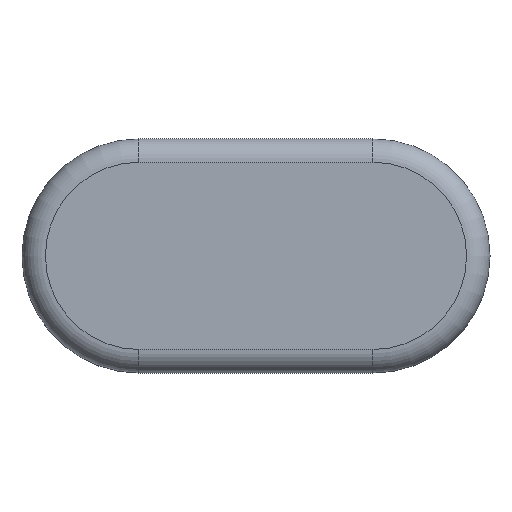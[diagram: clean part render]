
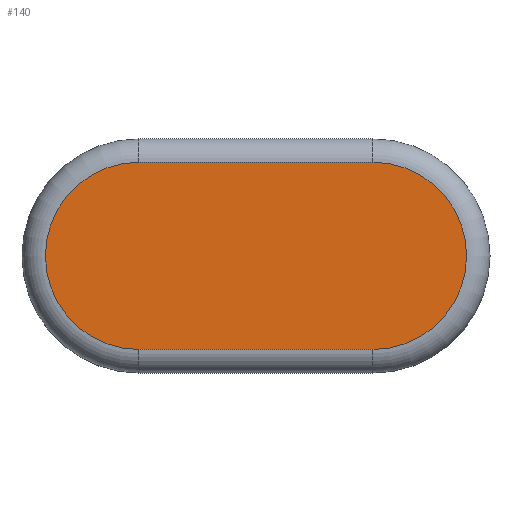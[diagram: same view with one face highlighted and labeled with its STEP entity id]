
A CAD part, top view. The second image highlights one B-rep face of the part: STEP entity #140.
In plain terms, the highlighted planar face has unit normal (0, 0, 1).
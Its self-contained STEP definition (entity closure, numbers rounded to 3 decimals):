
#140 = ADVANCED_FACE( '', ( #320 ), #321, .T. );
#320 = FACE_OUTER_BOUND( '', #545, .T. );
#321 = PLANE( '', #546 );
#545 = EDGE_LOOP( '', ( #885, #886, #887, #888 ) );
#546 = AXIS2_PLACEMENT_3D( '', #889, #890, #891 );
#885 = ORIENTED_EDGE( '', *, *, #1290, .T. );
#886 = ORIENTED_EDGE( '', *, *, #1375, .T. );
#887 = ORIENTED_EDGE( '', *, *, #1376, .T. );
#888 = ORIENTED_EDGE( '', *, *, #1377, .T. );
#889 = CARTESIAN_POINT( '', ( -5., 0., 15. ) );
#890 = DIRECTION( '', ( 0., 0., 1. ) );
#891 = DIRECTION( '', ( 1., 0., 0. ) );
#1290 = EDGE_CURVE( '', #1524, #1529, #1531, .T. );
#1375 = EDGE_CURVE( '', #1529, #1668, #1669, .T. );
#1376 = EDGE_CURVE( '', #1668, #1670, #1671, .T. );
#1377 = EDGE_CURVE( '', #1670, #1524, #1672, .T. );
#1524 = VERTEX_POINT( '', #1859 );
#1529 = VERTEX_POINT( '', #1864 );
#1531 = CIRCLE( '', #1866, 4. );
#1668 = VERTEX_POINT( '', #2056 );
#1669 = LINE( '', #2057, #2058 );
#1670 = VERTEX_POINT( '', #2059 );
#1671 = CIRCLE( '', #2060, 4. );
#1672 = LINE( '', #2061, #2062 );
#1859 = CARTESIAN_POINT( '', ( 5., -4., 15. ) );
#1864 = CARTESIAN_POINT( '', ( 5., 4., 15. ) );
#1866 = AXIS2_PLACEMENT_3D( '', #2270, #2271, #2272 );
#2056 = CARTESIAN_POINT( '', ( -5., 4., 15. ) );
#2057 = CARTESIAN_POINT( '', ( -5., 4., 15. ) );
#2058 = VECTOR( '', #2362, 1000. );
#2059 = CARTESIAN_POINT( '', ( -5., -4., 15. ) );
#2060 = AXIS2_PLACEMENT_3D( '', #2363, #2364, #2365 );
#2061 = CARTESIAN_POINT( '', ( 5., -4., 15. ) );
#2062 = VECTOR( '', #2366, 1000. );
#2270 = CARTESIAN_POINT( '', ( 5., 0., 15. ) );
#2271 = DIRECTION( '', ( 0., 0., 1. ) );
#2272 = DIRECTION( '', ( 1., 0., 0. ) );
#2362 = DIRECTION( '', ( -1., 0., 0. ) );
#2363 = CARTESIAN_POINT( '', ( -5., 0., 15. ) );
#2364 = DIRECTION( '', ( 0., 0., 1. ) );
#2365 = DIRECTION( '', ( 1., 0., 0. ) );
#2366 = DIRECTION( '', ( 1., 0., 0. ) );
